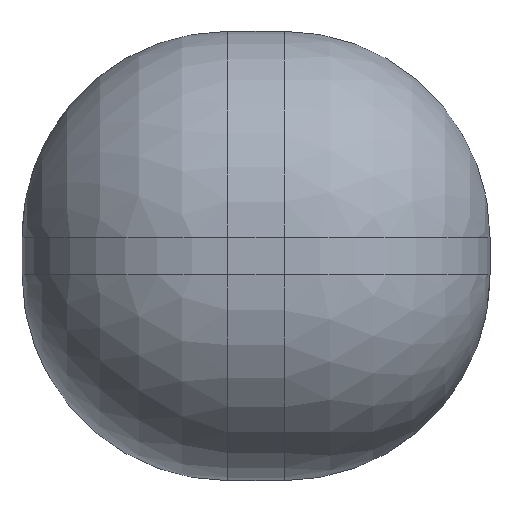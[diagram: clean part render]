
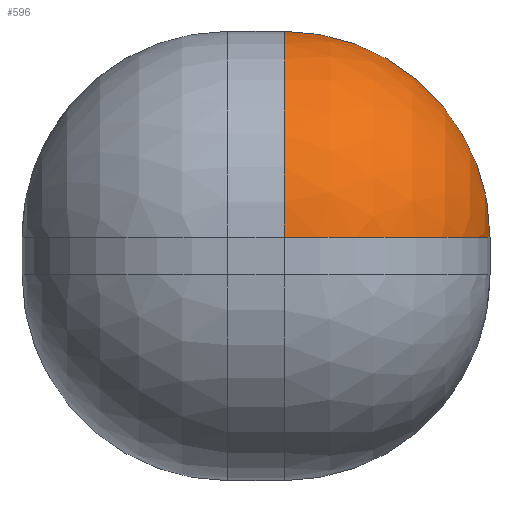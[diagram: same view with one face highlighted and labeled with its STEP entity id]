
A CAD part, left-side view. The second image highlights one B-rep face of the part: STEP entity #596.
In plain terms, the highlighted spherical face has radius 1.1 mm.
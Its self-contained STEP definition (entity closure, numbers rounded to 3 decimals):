
#38 = ORIENTED_EDGE ( 'NONE', *, *, #1416, .T. ) ;
#42 = ORIENTED_EDGE ( 'NONE', *, *, #1423, .F. ) ;
#94 = CARTESIAN_POINT ( 'NONE',  ( -0.35, -0.15, 1.3 ) ) ;
#122 = DIRECTION ( 'NONE',  ( -1., 0., 0. ) ) ;
#132 = DIRECTION ( 'NONE',  ( 1., 0., 0. ) ) ;
#203 = AXIS2_PLACEMENT_3D ( 'NONE', #1791, #122, #983 ) ;
#233 = DIRECTION ( 'NONE',  ( 0., -1., 0. ) ) ;
#245 = EDGE_LOOP ( 'NONE', ( #1332, #38, #42 ) ) ;
#314 = AXIS2_PLACEMENT_3D ( 'NONE', #94, #1829, #132 ) ;
#350 = CARTESIAN_POINT ( 'NONE',  ( -0.35, -0.15, 2.4 ) ) ;
#367 = VERTEX_POINT ( 'NONE', #578 ) ;
#382 = FACE_OUTER_BOUND ( 'NONE', #245, .T. ) ;
#578 = CARTESIAN_POINT ( 'NONE',  ( -0.35, -1.25, 1.3 ) ) ;
#582 = CIRCLE ( 'NONE', #670, 1.1 ) ;
#588 = EDGE_CURVE ( 'NONE', #367, #1825, #701, .T. ) ;
#596 = ADVANCED_FACE ( 'NONE', ( #382 ), #1125, .T. ) ;
#670 = AXIS2_PLACEMENT_3D ( 'NONE', #1802, #233, #801 ) ;
#701 = CIRCLE ( 'NONE', #203, 1.1 ) ;
#737 = VERTEX_POINT ( 'NONE', #1726 ) ;
#801 = DIRECTION ( 'NONE',  ( 1., 0., 0. ) ) ;
#952 = CARTESIAN_POINT ( 'NONE',  ( -0.35, -0.15, 1.3 ) ) ;
#983 = DIRECTION ( 'NONE',  ( 0., 0., 1. ) ) ;
#1106 = DIRECTION ( 'NONE',  ( 0., 1., 0. ) ) ;
#1125 = SPHERICAL_SURFACE ( 'NONE', #1749, 1.1 ) ;
#1332 = ORIENTED_EDGE ( 'NONE', *, *, #588, .T. ) ;
#1416 = EDGE_CURVE ( 'NONE', #1825, #737, #582, .T. ) ;
#1423 = EDGE_CURVE ( 'NONE', #367, #737, #1804, .T. ) ;
#1668 = DIRECTION ( 'NONE',  ( 1., 0., 0. ) ) ;
#1726 = CARTESIAN_POINT ( 'NONE',  ( -1.45, -0.15, 1.3 ) ) ;
#1749 = AXIS2_PLACEMENT_3D ( 'NONE', #952, #1106, #1668 ) ;
#1791 = CARTESIAN_POINT ( 'NONE',  ( -0.35, -0.15, 1.3 ) ) ;
#1802 = CARTESIAN_POINT ( 'NONE',  ( -0.35, -0.15, 1.3 ) ) ;
#1804 = CIRCLE ( 'NONE', #314, 1.1 ) ;
#1825 = VERTEX_POINT ( 'NONE', #350 ) ;
#1829 = DIRECTION ( 'NONE',  ( 0., 0., -1. ) ) ;
